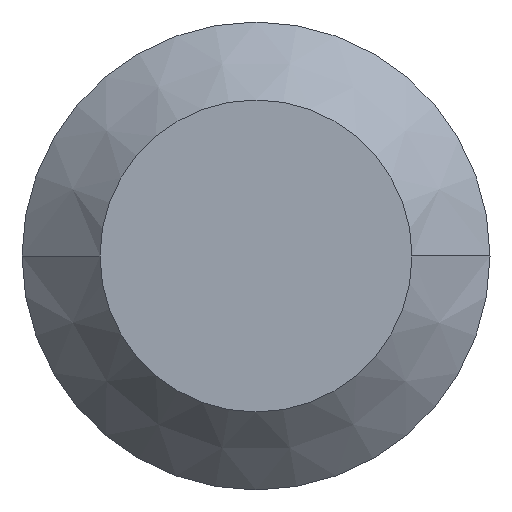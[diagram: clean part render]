
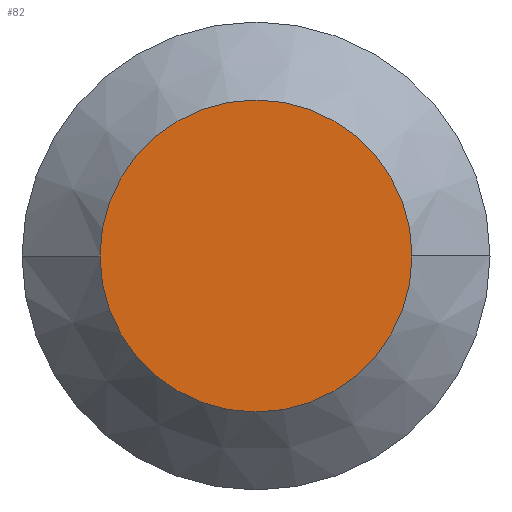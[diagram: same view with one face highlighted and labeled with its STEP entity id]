
A CAD part, left-side view. The second image highlights one B-rep face of the part: STEP entity #82.
In plain terms, the highlighted planar face has unit normal (-1, 0, 0).
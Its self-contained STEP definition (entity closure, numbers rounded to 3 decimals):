
#11 = VERTEX_POINT ( 'NONE', #262 ) ;
#26 = DIRECTION ( 'NONE',  ( 0., 1., 0. ) ) ;
#29 = FACE_OUTER_BOUND ( 'NONE', #64, .T. ) ;
#30 = AXIS2_PLACEMENT_3D ( 'NONE', #285, #303, #237 ) ;
#43 = ORIENTED_EDGE ( 'NONE', *, *, #160, .F. ) ;
#59 = CARTESIAN_POINT ( 'NONE',  ( -43., -1., 0. ) ) ;
#64 = EDGE_LOOP ( 'NONE', ( #43, #74 ) ) ;
#71 = VERTEX_POINT ( 'NONE', #59 ) ;
#74 = ORIENTED_EDGE ( 'NONE', *, *, #190, .F. ) ;
#82 = ADVANCED_FACE ( 'NONE', ( #29 ), #94, .T. ) ;
#94 = PLANE ( 'NONE',  #30 ) ;
#105 = CARTESIAN_POINT ( 'NONE',  ( -43., 0., 0. ) ) ;
#136 = DIRECTION ( 'NONE',  ( 0., 1., 0. ) ) ;
#160 = EDGE_CURVE ( 'NONE', #11, #71, #245, .T. ) ;
#171 = CIRCLE ( 'NONE', #297, 1. ) ;
#190 = EDGE_CURVE ( 'NONE', #71, #11, #171, .T. ) ;
#219 = DIRECTION ( 'NONE',  ( 1., 0., 0. ) ) ;
#237 = DIRECTION ( 'NONE',  ( 0., -1., 0. ) ) ;
#245 = CIRCLE ( 'NONE', #282, 1. ) ;
#262 = CARTESIAN_POINT ( 'NONE',  ( -43., 1., 0. ) ) ;
#282 = AXIS2_PLACEMENT_3D ( 'NONE', #105, #288, #136 ) ;
#285 = CARTESIAN_POINT ( 'NONE',  ( -43., 0., 0. ) ) ;
#288 = DIRECTION ( 'NONE',  ( 1., 0., 0. ) ) ;
#297 = AXIS2_PLACEMENT_3D ( 'NONE', #353, #219, #26 ) ;
#303 = DIRECTION ( 'NONE',  ( -1., 0., 0. ) ) ;
#353 = CARTESIAN_POINT ( 'NONE',  ( -43., 0., 0. ) ) ;
